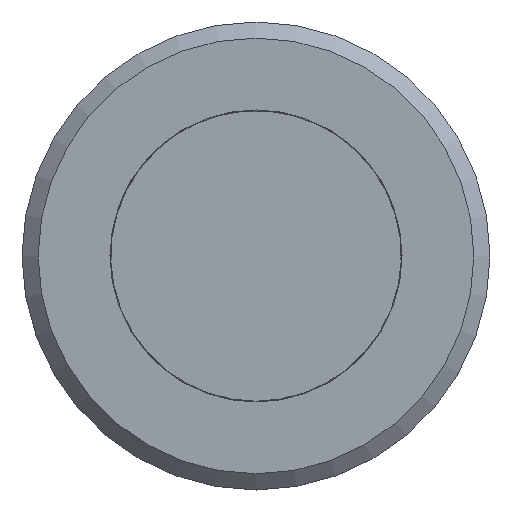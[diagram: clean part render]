
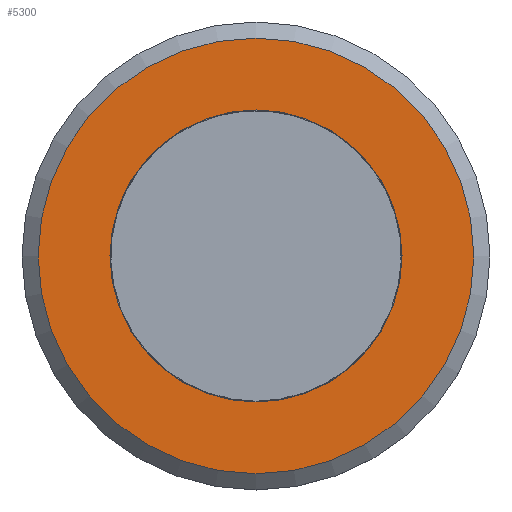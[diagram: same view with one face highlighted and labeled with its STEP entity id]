
A CAD part, top view. The second image highlights one B-rep face of the part: STEP entity #5300.
In plain terms, the highlighted planar face has unit normal (0, 0, 1).
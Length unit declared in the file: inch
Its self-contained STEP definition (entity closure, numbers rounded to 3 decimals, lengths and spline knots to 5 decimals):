
#5273=CARTESIAN_POINT('',(0.58465,-0.58465,1.10332));
#5274=DIRECTION('',(0.0,0.0,1.0));
#5275=DIRECTION('',(1.0,0.0,0.0));
#5276=AXIS2_PLACEMENT_3D('',#5273,#5274,#5275);
#5277=PLANE('',#5276);
#5278=CARTESIAN_POINT('',(-0.5315,0.,1.10332));
#5279=VERTEX_POINT('',#5278);
#5280=CARTESIAN_POINT('',(0.,0.,1.10332));
#5281=DIRECTION('',(0.0,0.0,-1.0));
#5282=DIRECTION('',(-1.0,0.0,0.0));
#5283=AXIS2_PLACEMENT_3D('',#5280,#5281,#5282);
#5284=CIRCLE('',#5283,0.5315);
#5285=EDGE_CURVE('',#5279,#5279,#5284,.T.);
#5286=ORIENTED_EDGE('',*,*,#5285,.F.);
#5287=EDGE_LOOP('',(#5286));
#5288=FACE_OUTER_BOUND('',#5287,.T.);
#5289=CARTESIAN_POINT('',(-0.3563,0.,1.10332));
#5290=VERTEX_POINT('',#5289);
#5291=CARTESIAN_POINT('',(0.,0.,1.10332));
#5292=DIRECTION('',(0.0,0.0,-1.0));
#5293=DIRECTION('',(-1.0,0.0,0.0));
#5294=AXIS2_PLACEMENT_3D('',#5291,#5292,#5293);
#5295=CIRCLE('',#5294,0.3563);
#5296=EDGE_CURVE('',#5290,#5290,#5295,.T.);
#5297=ORIENTED_EDGE('',*,*,#5296,.T.);
#5298=EDGE_LOOP('',(#5297));
#5299=FACE_BOUND('',#5298,.T.);
#5300=ADVANCED_FACE('',(#5288,#5299),#5277,.T.);
